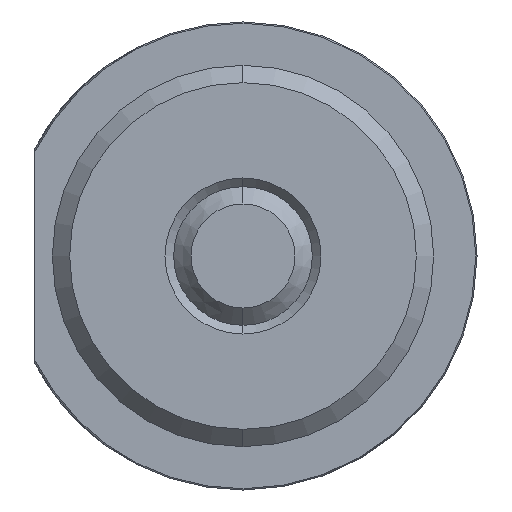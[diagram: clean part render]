
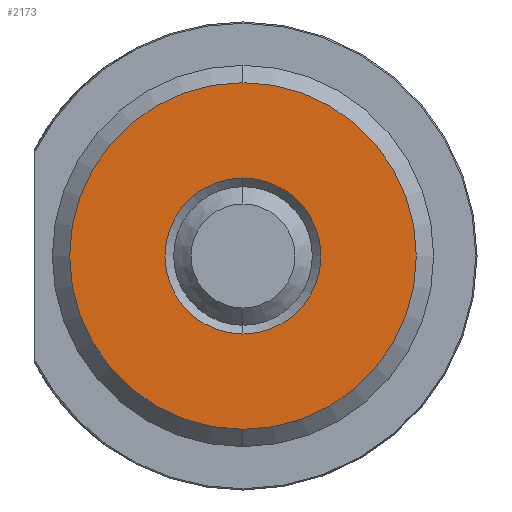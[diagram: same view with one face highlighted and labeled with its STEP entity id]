
A CAD part, left-side view. The second image highlights one B-rep face of the part: STEP entity #2173.
In plain terms, the highlighted planar face has unit normal (-1, 0, 0).
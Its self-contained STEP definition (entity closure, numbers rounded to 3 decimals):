
#15 = VERTEX_POINT ( 'NONE', #152 ) ;
#20 = VERTEX_POINT ( 'NONE', #157 ) ;
#33 = VERTEX_POINT ( 'NONE', #170 ) ;
#67 = VERTEX_POINT ( 'NONE', #204 ) ;
#152 = CARTESIAN_POINT ( 'NONE',  ( 0., 0., -4.5 ) ) ;
#157 = CARTESIAN_POINT ( 'NONE',  ( 0., 0., 4.5 ) ) ;
#170 = CARTESIAN_POINT ( 'NONE',  ( 0., 0., -10. ) ) ;
#204 = CARTESIAN_POINT ( 'NONE',  ( 0., 0., 10. ) ) ;
#545 = CARTESIAN_POINT ( 'NONE',  ( 0., 0., 0. ) ) ;
#546 = DIRECTION ( 'NONE',  ( 1., 0., 0. ) ) ;
#547 = DIRECTION ( 'NONE',  ( 0., 0., -1. ) ) ;
#742 = CARTESIAN_POINT ( 'NONE',  ( 0., 0., 0. ) ) ;
#743 = DIRECTION ( 'NONE',  ( -1., 0., 0. ) ) ;
#744 = DIRECTION ( 'NONE',  ( 0., 0., -1. ) ) ;
#931 = CARTESIAN_POINT ( 'NONE',  ( 0., 0., 0. ) ) ;
#939 = CARTESIAN_POINT ( 'NONE',  ( 0., 0., 0. ) ) ;
#940 = DIRECTION ( 'NONE',  ( 1., 0., 0. ) ) ;
#941 = DIRECTION ( 'NONE',  ( 0., 0., -1. ) ) ;
#945 = DIRECTION ( 'NONE',  ( -1., 0., 0. ) ) ;
#946 = DIRECTION ( 'NONE',  ( 0., 0., -1. ) ) ;
#1033 = CARTESIAN_POINT ( 'NONE',  ( 0., 4., 0. ) ) ;
#1034 = PLANE ( 'NONE',  #1267 ) ;
#1035 = DIRECTION ( 'NONE',  ( 1., 0., 0. ) ) ;
#1036 = DIRECTION ( 'NONE',  ( 0., 0., -1. ) ) ;
#1189 = AXIS2_PLACEMENT_3D ( 'NONE', #545, #546, #547 ) ;
#1219 = AXIS2_PLACEMENT_3D ( 'NONE', #742, #743, #744 ) ;
#1244 = AXIS2_PLACEMENT_3D ( 'NONE', #931, #940, #941 ) ;
#1247 = AXIS2_PLACEMENT_3D ( 'NONE', #939, #945, #946 ) ;
#1267 = AXIS2_PLACEMENT_3D ( 'NONE', #1033, #1035, #1036 ) ;
#1518 = EDGE_LOOP ( 'NONE', ( #1745, #1695 ) ) ;
#1522 = EDGE_LOOP ( 'NONE', ( #1718, #1721 ) ) ;
#1695 = ORIENTED_EDGE ( 'NONE', *, *, #2135, .T. ) ;
#1718 = ORIENTED_EDGE ( 'NONE', *, *, #2137, .T. ) ;
#1721 = ORIENTED_EDGE ( 'NONE', *, *, #2080, .T. ) ;
#1745 = ORIENTED_EDGE ( 'NONE', *, *, #2026, .T. ) ;
#2026 = EDGE_CURVE ( 'NONE', #20, #15, #3149, .T. ) ;
#2080 = EDGE_CURVE ( 'NONE', #67, #33, #3218, .T. ) ;
#2135 = EDGE_CURVE ( 'NONE', #15, #20, #3295, .T. ) ;
#2137 = EDGE_CURVE ( 'NONE', #33, #67, #3297, .T. ) ;
#2173 = ADVANCED_FACE ( 'NONE', ( #2286, #2267 ), #1034, .F. ) ;
#2267 = FACE_OUTER_BOUND ( 'NONE', #1522, .T. ) ;
#2286 = FACE_BOUND ( 'NONE', #1518, .T. ) ;
#3149 = CIRCLE ( 'NONE', #1189, 4.5 ) ;
#3218 = CIRCLE ( 'NONE', #1219, 10. ) ;
#3295 = CIRCLE ( 'NONE', #1244, 4.5 ) ;
#3297 = CIRCLE ( 'NONE', #1247, 10. ) ;
